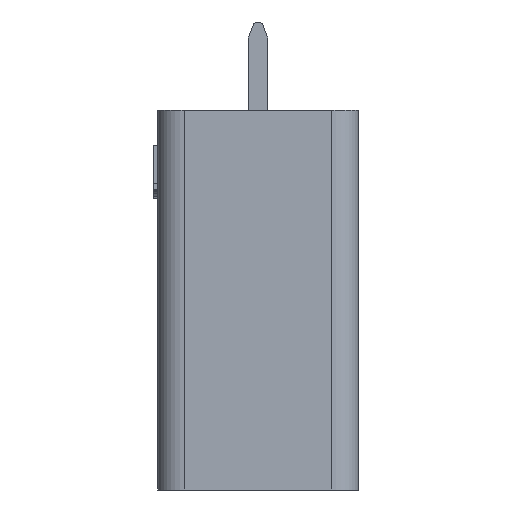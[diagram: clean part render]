
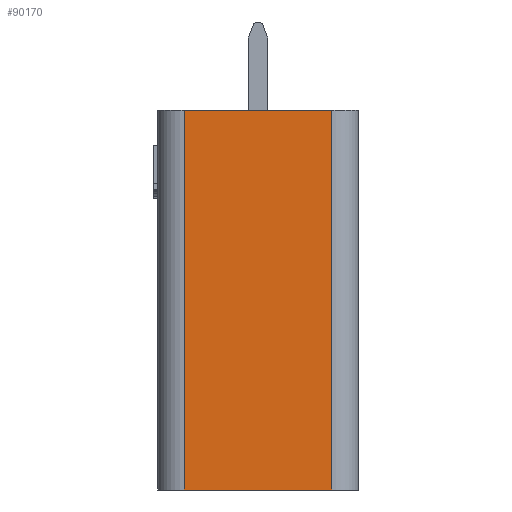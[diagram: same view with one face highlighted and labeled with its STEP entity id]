
A CAD part, left-side view. The second image highlights one B-rep face of the part: STEP entity #90170.
In plain terms, the highlighted planar face has unit normal (-1, 0, 0).
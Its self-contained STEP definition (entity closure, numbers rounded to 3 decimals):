
#210=CARTESIAN_POINT('',(-15.922,32.385,0.));
#220=VERTEX_POINT('',#210);
#250=CARTESIAN_POINT('',(-15.922,0.,0.));
#260=DIRECTION('',(0.,1.,0.));
#270=VECTOR('',#260,1.);
#280=LINE('',#250,#270);
#290=CARTESIAN_POINT('',(-15.922,26.885,0.));
#300=VERTEX_POINT('',#290);
#310=EDGE_CURVE('',#300,#220,#280,.T.);
#22890=CARTESIAN_POINT('',(-15.922,26.885,14.2));
#22900=VERTEX_POINT('',#22890);
#22930=CARTESIAN_POINT('',(-15.922,0.,14.2));
#22940=DIRECTION('',(0.,1.,0.));
#22950=VECTOR('',#22940,1.);
#22960=LINE('',#22930,#22950);
#22970=CARTESIAN_POINT('',(-15.922,32.385,14.2));
#22980=VERTEX_POINT('',#22970);
#22990=EDGE_CURVE('',#22900,#22980,#22960,.T.);
#89910=CARTESIAN_POINT('',(-15.922,32.385,0.));
#89920=DIRECTION('',(0.,0.,1.));
#89930=VECTOR('',#89920,1.);
#89940=LINE('',#89910,#89930);
#89950=EDGE_CURVE('',#220,#22980,#89940,.T.);
#90010=CARTESIAN_POINT('',(-15.922,26.885,0.));
#90020=DIRECTION('',(-1.,0.,0.));
#90030=DIRECTION('',(0.,1.,0.));
#90040=AXIS2_PLACEMENT_3D('',#90010,#90020,#90030);
#90050=PLANE('',#90040);
#90060=ORIENTED_EDGE('',*,*,#89950,.F.);
#90070=ORIENTED_EDGE('',*,*,#22990,.T.);
#90080=CARTESIAN_POINT('',(-15.922,26.885,0.));
#90090=DIRECTION('',(0.,0.,1.));
#90100=VECTOR('',#90090,1.);
#90110=LINE('',#90080,#90100);
#90120=EDGE_CURVE('',#300,#22900,#90110,.T.);
#90130=ORIENTED_EDGE('',*,*,#90120,.T.);
#90140=ORIENTED_EDGE('',*,*,#310,.F.);
#90150=EDGE_LOOP('',(#90140,#90130,#90070,#90060));
#90160=FACE_OUTER_BOUND('',#90150,.T.);
#90170=ADVANCED_FACE('',(#90160),#90050,.T.);
